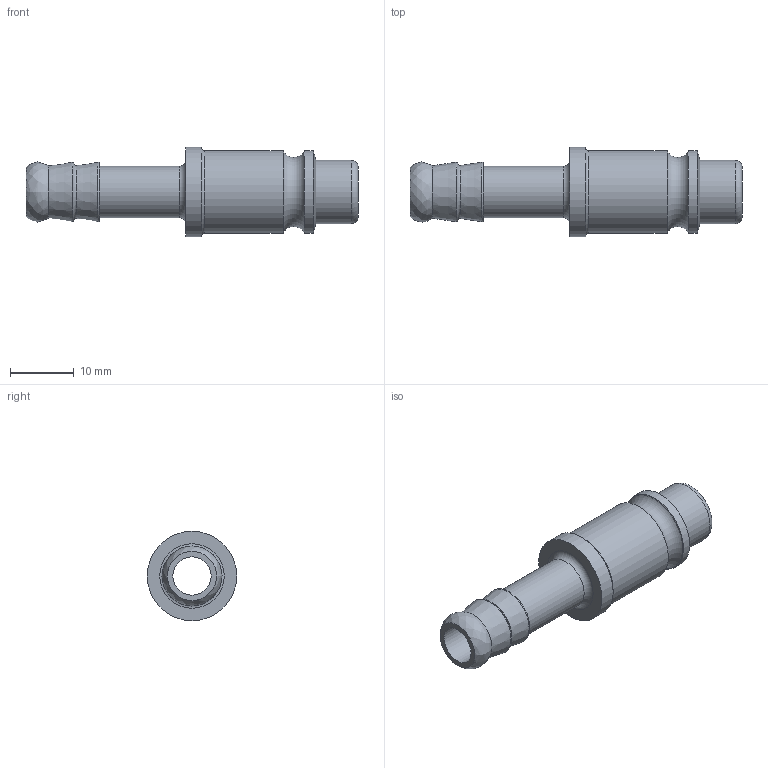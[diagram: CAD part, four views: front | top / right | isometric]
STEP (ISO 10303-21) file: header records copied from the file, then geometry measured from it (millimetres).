
FILE_DESCRIPTION((''),'2;1');
FILE_NAME('33sftf08sxn.stp','2013-07-24T17:03:47',('AS035480'),(''),'Autodesk Inventor 2013','Autodesk Inventor 2013','');
FILE_SCHEMA(('AUTOMOTIVE_DESIGN { 1 0 10303 214 1 1 1 1 }'));
Length unit declared in the file: millimetre
Products named in the file (1): D107393
Bounding box: 52 x 14 x 14 mm (x, y, z)
Volume: 2567.9 mm3; surface area: 3068.9 mm2
Topology: 1 solids, 1 shells, 27 faces, 48 edges, 27 vertices
Faces by surface type: cylinder 7, torus 7, cone 6, plane 6, bspline 1
Full cylindrical faces by diameter (mm): 6 x1, 7.8 x1, 8.1 x1, 9.9 x1, 12.9 x2, 14 x1
Entity records: 650 total; most frequent: CARTESIAN_POINT 162, DIRECTION 108, AXIS2_PLACEMENT_3D 54, ORIENTED_EDGE 54, EDGE_LOOP 54, VERTEX_POINT 27, CIRCLE 27, EDGE_CURVE 27
